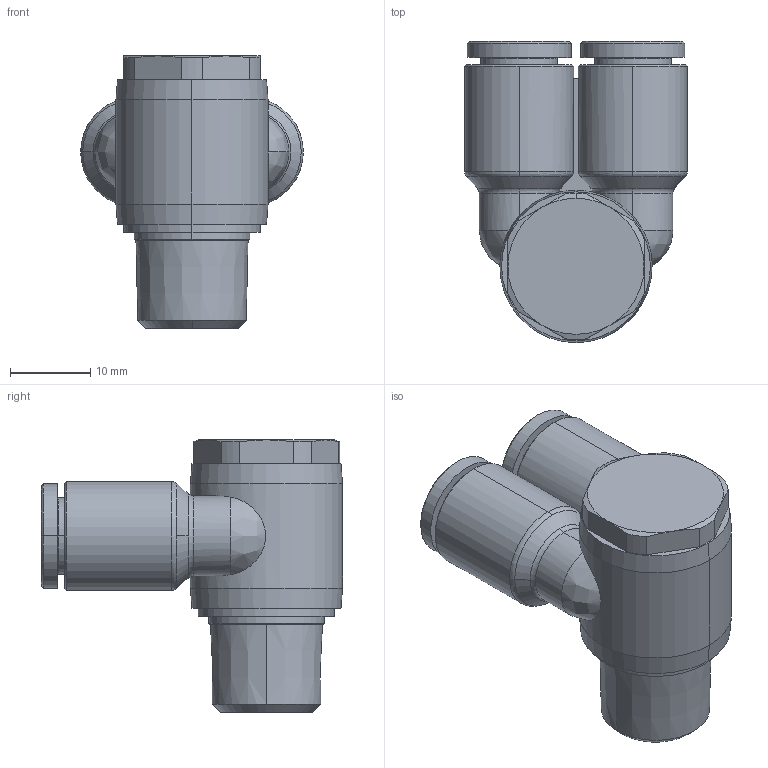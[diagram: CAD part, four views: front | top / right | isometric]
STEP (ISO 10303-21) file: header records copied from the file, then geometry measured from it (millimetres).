
FILE_DESCRIPTION (( 'STEP AP214' ), '1' );
FILE_NAME ('PA08-02.stp', '2015-08-28T07:34:53', ( '' ), ( '' ), 'SwSTEP 2.0', 'SolidWorks 2015', '' );
FILE_SCHEMA (( 'AUTOMOTIVE_DESIGN' ));
Length unit declared in the file: millimetre
Products named in the file (2): ｦ+ﾃｦ1; PA08-02
Assembly tree (1 placements, depth 2):
  PA08-02
    ｦ+ﾃｦ1
Bounding box: 27.8 x 37.6 x 34 mm (x, y, z)
Volume: 10122.2 mm3; surface area: 6127.6 mm2
Topology: 1 solids, 1 shells, 847 faces, 2378 edges, 1574 vertices
Faces by surface type: plane 689, bspline 61, cylinder 51, cone 40, torus 6
Entity records: 28705 total; most frequent: CARTESIAN_POINT 6343, ORIENTED_EDGE 4752, DIRECTION 3968, EDGE_CURVE 2376, LINE 2030, VECTOR 2030, VERTEX_POINT 1574, AXIS2_PLACEMENT_3D 969
